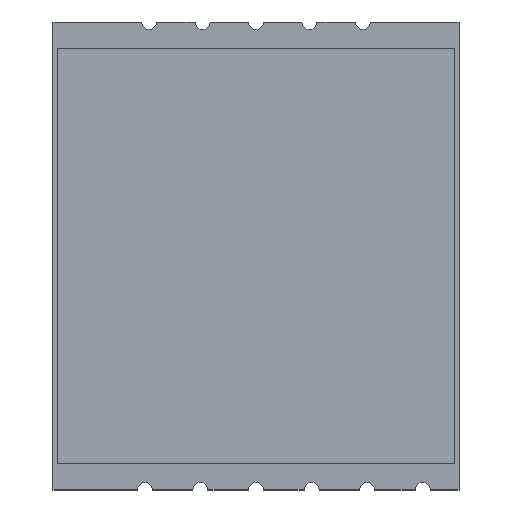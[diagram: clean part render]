
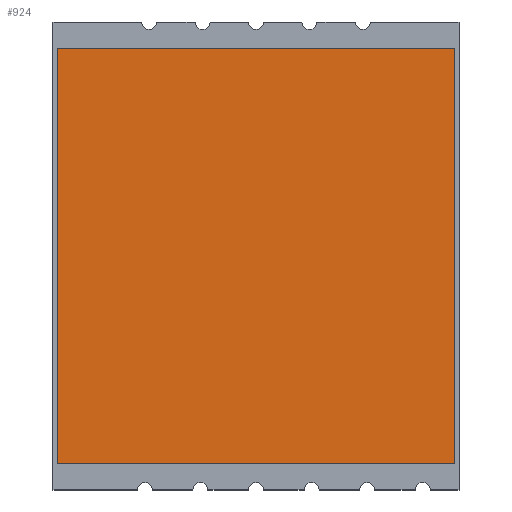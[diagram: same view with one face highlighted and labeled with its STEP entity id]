
A CAD part, top view. The second image highlights one B-rep face of the part: STEP entity #924.
In plain terms, the highlighted planar face has unit normal (0, 0, 1).
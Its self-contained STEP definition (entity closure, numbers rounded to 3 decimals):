
#28 = EDGE_CURVE ( 'NONE', #198, #68, #105, .T. ) ;
#68 = VERTEX_POINT ( 'NONE', #925 ) ;
#105 = LINE ( 'NONE', #811, #354 ) ;
#123 = CARTESIAN_POINT ( 'NONE',  ( 0.2, 20.675, 3. ) ) ;
#135 = VECTOR ( 'NONE', #1113, 1000. ) ;
#143 = CARTESIAN_POINT ( 'NONE',  ( 0., 0., 3. ) ) ;
#163 = DIRECTION ( 'NONE',  ( 1., 0., 0. ) ) ;
#198 = VERTEX_POINT ( 'NONE', #606 ) ;
#213 = FACE_OUTER_BOUND ( 'NONE', #779, .T. ) ;
#254 = CARTESIAN_POINT ( 'NONE',  ( 18.8, 20.675, 3. ) ) ;
#292 = VERTEX_POINT ( 'NONE', #123 ) ;
#324 = ORIENTED_EDGE ( 'NONE', *, *, #28, .T. ) ;
#332 = EDGE_CURVE ( 'NONE', #68, #919, #732, .T. ) ;
#354 = VECTOR ( 'NONE', #163, 1000. ) ;
#492 = CARTESIAN_POINT ( 'NONE',  ( 0.2, 20.675, 3. ) ) ;
#606 = CARTESIAN_POINT ( 'NONE',  ( 0.2, 1.225, 3. ) ) ;
#691 = PLANE ( 'NONE',  #1098 ) ;
#705 = DIRECTION ( 'NONE',  ( -1., 0., 0. ) ) ;
#729 = EDGE_CURVE ( 'NONE', #292, #198, #790, .T. ) ;
#732 = LINE ( 'NONE', #1315, #1217 ) ;
#779 = EDGE_LOOP ( 'NONE', ( #917, #324, #865, #1303 ) ) ;
#790 = LINE ( 'NONE', #1233, #135 ) ;
#799 = EDGE_CURVE ( 'NONE', #919, #292, #1299, .T. ) ;
#811 = CARTESIAN_POINT ( 'NONE',  ( 0.2, 1.225, 3. ) ) ;
#865 = ORIENTED_EDGE ( 'NONE', *, *, #332, .T. ) ;
#904 = DIRECTION ( 'NONE',  ( -1., 0., 0. ) ) ;
#917 = ORIENTED_EDGE ( 'NONE', *, *, #729, .T. ) ;
#919 = VERTEX_POINT ( 'NONE', #254 ) ;
#924 = ADVANCED_FACE ( 'NONE', ( #213 ), #691, .F. ) ;
#925 = CARTESIAN_POINT ( 'NONE',  ( 18.8, 1.225, 3. ) ) ;
#1005 = VECTOR ( 'NONE', #705, 1000. ) ;
#1013 = DIRECTION ( 'NONE',  ( 0., 0., -1. ) ) ;
#1098 = AXIS2_PLACEMENT_3D ( 'NONE', #143, #1013, #904 ) ;
#1113 = DIRECTION ( 'NONE',  ( 0., -1., 0. ) ) ;
#1201 = DIRECTION ( 'NONE',  ( 0., 1., 0. ) ) ;
#1217 = VECTOR ( 'NONE', #1201, 1000. ) ;
#1233 = CARTESIAN_POINT ( 'NONE',  ( 0.2, 1.225, 3. ) ) ;
#1299 = LINE ( 'NONE', #492, #1005 ) ;
#1303 = ORIENTED_EDGE ( 'NONE', *, *, #799, .T. ) ;
#1315 = CARTESIAN_POINT ( 'NONE',  ( 18.8, 1.225, 3. ) ) ;
